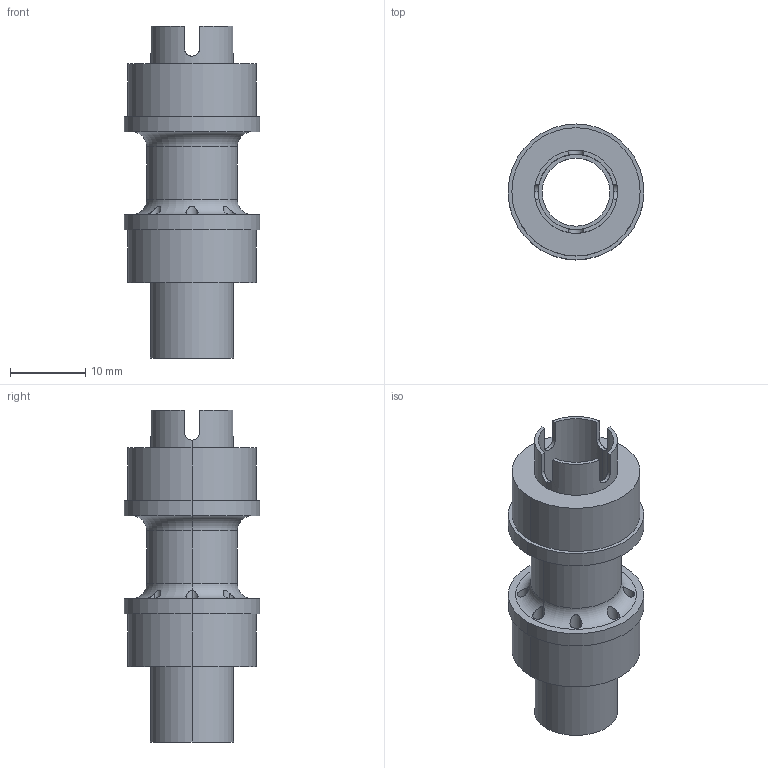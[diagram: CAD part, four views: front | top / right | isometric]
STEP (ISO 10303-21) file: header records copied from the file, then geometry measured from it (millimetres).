
FILE_DESCRIPTION (( 'STEP AP214' ), '1' );
FILE_NAME ('Intermediate _schaft_v5.STEP', '2018-04-17T17:22:53', ( '' ), ( '' ), 'SwSTEP 2.0', 'SolidWorks 2017', '' );
FILE_SCHEMA (( 'AUTOMOTIVE_DESIGN' ));
Length unit declared in the file: millimetre
Products named in the file (1): Intermediate _schaft_v5
Bounding box: 18 x 18 x 44 mm (x, y, z)
Volume: 3462.9 mm3; surface area: 4156.6 mm2
Topology: 1 solids, 1 shells, 64 faces, 162 edges, 104 vertices
Faces by surface type: cylinder 40, plane 20, torus 4
Entity records: 2394 total; most frequent: CARTESIAN_POINT 775, DIRECTION 330, ORIENTED_EDGE 324, EDGE_CURVE 162, AXIS2_PLACEMENT_3D 131, VERTEX_POINT 104, EDGE_LOOP 86, VECTOR 68
